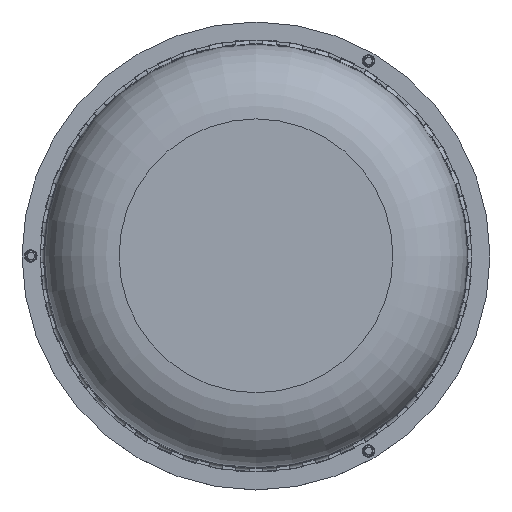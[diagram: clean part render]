
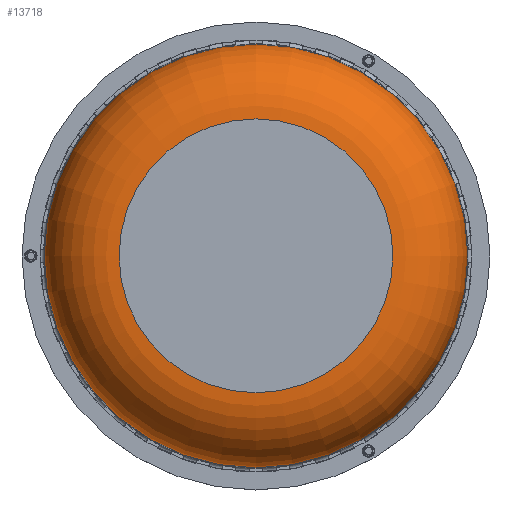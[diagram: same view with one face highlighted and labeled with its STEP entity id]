
A CAD part, top view. The second image highlights one B-rep face of the part: STEP entity #13718.
In plain terms, the highlighted toroidal (fillet/blend) face has major radius 1560 mm and minor radius 850 mm.
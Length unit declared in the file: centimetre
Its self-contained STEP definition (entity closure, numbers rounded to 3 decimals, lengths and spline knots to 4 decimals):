
#1283=TOROIDAL_SURFACE('',#15279,156.,85.);
#1979=FACE_OUTER_BOUND('',#2903,.T.);
#2903=EDGE_LOOP('',(#12088,#12089,#12090,#12091,#12092));
#5376=CIRCLE('',#15278,156.);
#5377=CIRCLE('',#15280,241.);
#5378=CIRCLE('',#15281,85.);
#5379=CIRCLE('',#15282,241.);
#6639=VERTEX_POINT('',#30716);
#6640=VERTEX_POINT('',#30719);
#6641=VERTEX_POINT('',#30720);
#8598=EDGE_CURVE('',#6639,#6639,#5376,.T.);
#8599=EDGE_CURVE('',#6640,#6641,#5377,.T.);
#8600=EDGE_CURVE('',#6640,#6639,#5378,.T.);
#8601=EDGE_CURVE('',#6641,#6640,#5379,.T.);
#12088=ORIENTED_EDGE('',*,*,#8599,.F.);
#12089=ORIENTED_EDGE('',*,*,#8600,.T.);
#12090=ORIENTED_EDGE('',*,*,#8598,.T.);
#12091=ORIENTED_EDGE('',*,*,#8600,.F.);
#12092=ORIENTED_EDGE('',*,*,#8601,.F.);
#13718=ADVANCED_FACE('',(#1979),#1283,.T.);
#15278=AXIS2_PLACEMENT_3D('',#30717,#19110,#19111);
#15279=AXIS2_PLACEMENT_3D('',#30718,#19112,#19113);
#15280=AXIS2_PLACEMENT_3D('',#30721,#19114,#19115);
#15281=AXIS2_PLACEMENT_3D('',#30722,#19116,#19117);
#15282=AXIS2_PLACEMENT_3D('',#30723,#19118,#19119);
#19110=DIRECTION('center_axis',(0.,0.,
-1.));
#19111=DIRECTION('ref_axis',(1.,0.,0.));
#19112=DIRECTION('center_axis',(0.,0.,
-1.));
#19113=DIRECTION('ref_axis',(0.,1.,0.));
#19114=DIRECTION('center_axis',(0.,0.,
-1.));
#19115=DIRECTION('ref_axis',(1.,0.,0.));
#19116=DIRECTION('center_axis',(-1.,0.,0.));
#19117=DIRECTION('ref_axis',(0.,-1.,0.));
#19118=DIRECTION('center_axis',(0.,0.,
-1.));
#19119=DIRECTION('ref_axis',(1.,0.,0.));
#30716=CARTESIAN_POINT('',(0.,-156.,610.));
#30717=CARTESIAN_POINT('Origin',(0.,0.,
610.));
#30718=CARTESIAN_POINT('Origin',(0.,0.,525.));
#30719=CARTESIAN_POINT('',(0.,-241.,525.));
#30720=CARTESIAN_POINT('',(241.,0.,525.));
#30721=CARTESIAN_POINT('Origin',(0.,0.,525.));
#30722=CARTESIAN_POINT('Origin',(0.,-156.,525.));
#30723=CARTESIAN_POINT('Origin',(0.,0.,525.));
